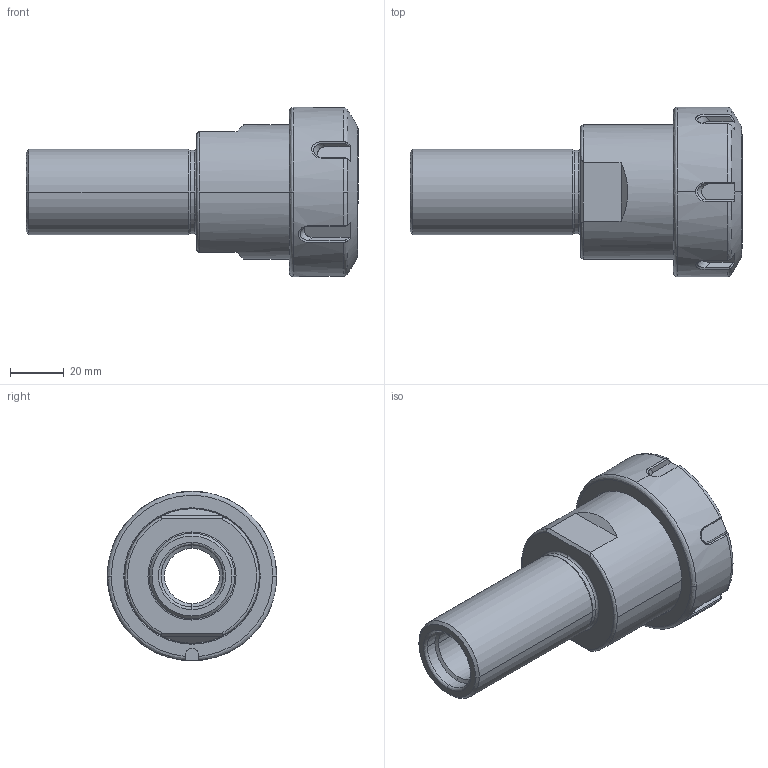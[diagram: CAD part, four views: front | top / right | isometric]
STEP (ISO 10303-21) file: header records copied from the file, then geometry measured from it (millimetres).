
FILE_DESCRIPTION (( 'STEP AP203' ), '1' );
FILE_NAME ('04-1377.STEP', '2023-10-06T22:18:26', ( '' ), ( '' ), 'SwSTEP 2.0', 'SolidWorks 2022', '' );
FILE_SCHEMA (( 'CONFIG_CONTROL_DESIGN' ));
Length unit declared in the file: inch
Products named in the file (3): 04-1377; ER40UM; C125-ER40-0250_1
Assembly tree (2 placements, depth 2):
  04-1377
    C125-ER40-0250_1
    ER40UM
Bounding box: 123.5 x 63 x 63 mm (x, y, z)
Volume: 110473.2 mm3; surface area: 36981.9 mm2
Topology: 2 solids, 2 shells, 178 faces, 460 edges, 288 vertices
Faces by surface type: bspline 84, plane 47, cone 24, cylinder 23
Entity records: 9878 total; most frequent: CARTESIAN_POINT 5704, ORIENTED_EDGE 920, DIRECTION 641, EDGE_CURVE 460, VERTEX_POINT 288, AXIS2_PLACEMENT_3D 224, VECTOR 193, LINE 193
